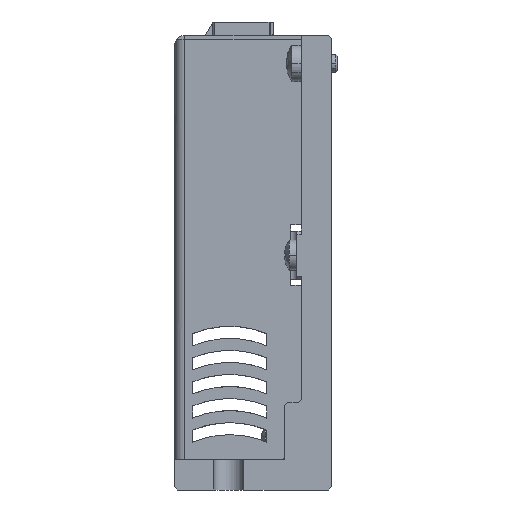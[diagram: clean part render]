
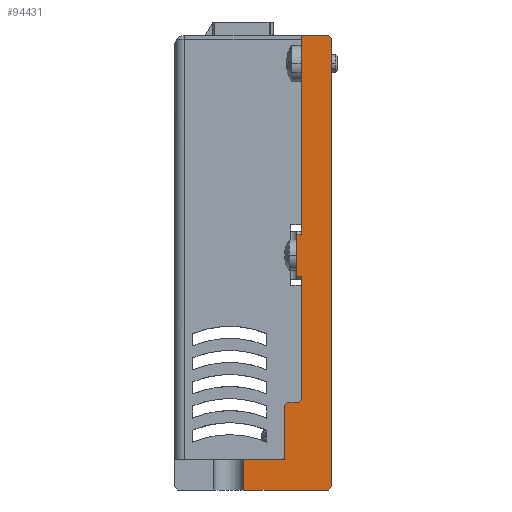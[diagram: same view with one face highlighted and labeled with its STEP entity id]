
A CAD part, left-side view. The second image highlights one B-rep face of the part: STEP entity #94431.
In plain terms, the highlighted planar face has unit normal (-1, 0, 0).
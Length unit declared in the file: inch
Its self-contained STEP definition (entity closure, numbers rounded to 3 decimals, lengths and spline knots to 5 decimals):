
#398 = VECTOR ( 'NONE', #50993, 39.37008 ) ;
#546 = LINE ( 'NONE', #35782, #91118 ) ;
#988 = DIRECTION ( 'NONE',  ( 0., 0., 1. ) ) ;
#1551 = CARTESIAN_POINT ( 'NONE',  ( -2.32244, 0., 1.489 ) ) ;
#1640 = CARTESIAN_POINT ( 'NONE',  ( -2.32244, 0.30315, 0.00278 ) ) ;
#1686 = DIRECTION ( 'NONE',  ( 0., 1., 0. ) ) ;
#3918 = EDGE_CURVE ( 'NONE', #69410, #7409, #15773, .T. ) ;
#4415 = EDGE_CURVE ( 'NONE', #72170, #10854, #9830, .T. ) ;
#7144 = VECTOR ( 'NONE', #74108, 39.37008 ) ;
#7409 = VERTEX_POINT ( 'NONE', #33971 ) ;
#7672 = EDGE_CURVE ( 'NONE', #28510, #41509, #41922, .T. ) ;
#8669 = CARTESIAN_POINT ( 'NONE',  ( -2.32244, 0.30315, -1.28659 ) ) ;
#8888 = DIRECTION ( 'NONE',  ( 0., -0.707, 0.707 ) ) ;
#9433 = DIRECTION ( 'NONE',  ( 0., 0., 1. ) ) ;
#9830 = LINE ( 'NONE', #107428, #53982 ) ;
#10279 = VECTOR ( 'NONE', #14795, 39.37008 ) ;
#10785 = LINE ( 'NONE', #1551, #27482 ) ;
#10854 = VERTEX_POINT ( 'NONE', #102516 ) ;
#13541 = LINE ( 'NONE', #47628, #83447 ) ;
#14589 = DIRECTION ( 'NONE',  ( 0., 1., 0. ) ) ;
#14795 = DIRECTION ( 'NONE',  ( 0., 0.707, -0.707 ) ) ;
#15171 = PLANE ( 'NONE',  #16077 ) ;
#15773 = LINE ( 'NONE', #60799, #398 ) ;
#16077 = AXIS2_PLACEMENT_3D ( 'NONE', #113328, #103525, #104651 ) ;
#17431 = CARTESIAN_POINT ( 'NONE',  ( -2.32244, 0.21654, -0.91257 ) ) ;
#18105 = VECTOR ( 'NONE', #8888, 39.37008 ) ;
#18666 = DIRECTION ( 'NONE',  ( 0., 0., 1. ) ) ;
#19260 = ORIENTED_EDGE ( 'NONE', *, *, #22133, .F. ) ;
#20955 = VECTOR ( 'NONE', #27451, 39.37008 ) ;
#21583 = ORIENTED_EDGE ( 'NONE', *, *, #23799, .T. ) ;
#21600 = CARTESIAN_POINT ( 'NONE',  ( -2.32244, 0.64961, 0.18979 ) ) ;
#22133 = EDGE_CURVE ( 'NONE', #65886, #94898, #106447, .T. ) ;
#23591 = CARTESIAN_POINT ( 'NONE',  ( -2.32244, 0.19685, 0.18979 ) ) ;
#23742 = VERTEX_POINT ( 'NONE', #52201 ) ;
#23799 = EDGE_CURVE ( 'NONE', #80565, #73730, #70110, .T. ) ;
#24026 = LINE ( 'NONE', #85233, #20955 ) ;
#24928 = ORIENTED_EDGE ( 'NONE', *, *, #62308, .F. ) ;
#25133 = LINE ( 'NONE', #60347, #72729 ) ;
#25835 = ORIENTED_EDGE ( 'NONE', *, *, #60520, .F. ) ;
#26158 = ORIENTED_EDGE ( 'NONE', *, *, #97956, .T. ) ;
#26740 = EDGE_LOOP ( 'NONE', ( #26158, #60259, #48711, #41071, #59886, #19260, #53060, #25835, #49545, #62990, #52246, #84938, #24928, #53344, #48388, #21583 ) ) ;
#27155 = DIRECTION ( 'NONE',  ( 0., -0.707, 0.707 ) ) ;
#27218 = EDGE_CURVE ( 'NONE', #80565, #23742, #13541, .T. ) ;
#27451 = DIRECTION ( 'NONE',  ( 0., -1., 0. ) ) ;
#27482 = VECTOR ( 'NONE', #108387, 39.37008 ) ;
#27986 = CARTESIAN_POINT ( 'NONE',  ( -2.32244, 0., -1.46376 ) ) ;
#28312 = CARTESIAN_POINT ( 'NONE',  ( -2.32244, 0.30315, -0.93226 ) ) ;
#28510 = VERTEX_POINT ( 'NONE', #76491 ) ;
#28781 = DIRECTION ( 'NONE',  ( 0., 0., 1. ) ) ;
#31516 = EDGE_CURVE ( 'NONE', #40121, #41509, #107910, .T. ) ;
#32144 = CARTESIAN_POINT ( 'NONE',  ( -2.32244, 0.28346, -0.91257 ) ) ;
#33971 = CARTESIAN_POINT ( 'NONE',  ( -2.32244, 0.01969, 1.489 ) ) ;
#35782 = CARTESIAN_POINT ( 'NONE',  ( -2.32244, 0.64961, -0.0858 ) ) ;
#36787 = LINE ( 'NONE', #44300, #101744 ) ;
#37142 = CARTESIAN_POINT ( 'NONE',  ( -2.32244, 0.22441, 0.00278 ) ) ;
#40121 = VERTEX_POINT ( 'NONE', #8669 ) ;
#41071 = ORIENTED_EDGE ( 'NONE', *, *, #69240, .F. ) ;
#41509 = VERTEX_POINT ( 'NONE', #28312 ) ;
#41922 = LINE ( 'NONE', #32144, #10279 ) ;
#42865 = VECTOR ( 'NONE', #9433, 39.37008 ) ;
#44300 = CARTESIAN_POINT ( 'NONE',  ( -2.32244, 0.57087, 0.00278 ) ) ;
#46368 = CARTESIAN_POINT ( 'NONE',  ( -2.32244, 0.19685, 0.00278 ) ) ;
#47628 = CARTESIAN_POINT ( 'NONE',  ( -2.32244, 0.64961, -1.48344 ) ) ;
#48388 = ORIENTED_EDGE ( 'NONE', *, *, #27218, .F. ) ;
#48711 = ORIENTED_EDGE ( 'NONE', *, *, #92656, .F. ) ;
#49545 = ORIENTED_EDGE ( 'NONE', *, *, #4415, .F. ) ;
#50993 = DIRECTION ( 'NONE',  ( 0., 0.707, 0.707 ) ) ;
#51108 = CARTESIAN_POINT ( 'NONE',  ( -2.32244, 0.01969, -1.48344 ) ) ;
#52201 = CARTESIAN_POINT ( 'NONE',  ( -2.32244, 0.57087, -1.48344 ) ) ;
#52246 = ORIENTED_EDGE ( 'NONE', *, *, #7672, .T. ) ;
#53060 = ORIENTED_EDGE ( 'NONE', *, *, #91015, .F. ) ;
#53344 = ORIENTED_EDGE ( 'NONE', *, *, #57856, .F. ) ;
#53982 = VECTOR ( 'NONE', #27155, 39.37008 ) ;
#54641 = VECTOR ( 'NONE', #18666, 39.37008 ) ;
#57120 = VERTEX_POINT ( 'NONE', #79682 ) ;
#57856 = EDGE_CURVE ( 'NONE', #23742, #98925, #36787, .T. ) ;
#59618 = CARTESIAN_POINT ( 'NONE',  ( -2.32244, 0.30315, -0.91257 ) ) ;
#59886 = ORIENTED_EDGE ( 'NONE', *, *, #73762, .F. ) ;
#60141 = CARTESIAN_POINT ( 'NONE',  ( -2.32244, 0., 1.46931 ) ) ;
#60259 = ORIENTED_EDGE ( 'NONE', *, *, #3918, .T. ) ;
#60347 = CARTESIAN_POINT ( 'NONE',  ( -2.32244, 0.64961, -1.28659 ) ) ;
#60520 = EDGE_CURVE ( 'NONE', #10854, #84502, #90239, .T. ) ;
#60758 = FACE_OUTER_BOUND ( 'NONE', #26740, .T. ) ;
#60799 = CARTESIAN_POINT ( 'NONE',  ( -2.32244, 0., 1.46931 ) ) ;
#62308 = EDGE_CURVE ( 'NONE', #98925, #40121, #25133, .T. ) ;
#62990 = ORIENTED_EDGE ( 'NONE', *, *, #106895, .T. ) ;
#65519 = DIRECTION ( 'NONE',  ( 0., -1., 0. ) ) ;
#65886 = VERTEX_POINT ( 'NONE', #113393 ) ;
#66686 = DIRECTION ( 'NONE',  ( 0., 1., 0. ) ) ;
#69240 = EDGE_CURVE ( 'NONE', #79910, #57120, #108781, .T. ) ;
#69410 = VERTEX_POINT ( 'NONE', #60141 ) ;
#70110 = LINE ( 'NONE', #96656, #18105 ) ;
#72170 = VERTEX_POINT ( 'NONE', #17431 ) ;
#72729 = VECTOR ( 'NONE', #95571, 39.37008 ) ;
#73730 = VERTEX_POINT ( 'NONE', #27986 ) ;
#73762 = EDGE_CURVE ( 'NONE', #94898, #79910, #90898, .T. ) ;
#74108 = DIRECTION ( 'NONE',  ( 0., 0., 1. ) ) ;
#75433 = VECTOR ( 'NONE', #65519, 39.37008 ) ;
#76491 = CARTESIAN_POINT ( 'NONE',  ( -2.32244, 0.28346, -0.91257 ) ) ;
#79682 = CARTESIAN_POINT ( 'NONE',  ( -2.32244, 0.19685, 1.489 ) ) ;
#79910 = VERTEX_POINT ( 'NONE', #23591 ) ;
#80565 = VERTEX_POINT ( 'NONE', #51108 ) ;
#83447 = VECTOR ( 'NONE', #66686, 39.37008 ) ;
#84502 = VERTEX_POINT ( 'NONE', #108026 ) ;
#84938 = ORIENTED_EDGE ( 'NONE', *, *, #31516, .F. ) ;
#85233 = CARTESIAN_POINT ( 'NONE',  ( -2.32244, 0.64961, 1.489 ) ) ;
#90239 = LINE ( 'NONE', #46368, #42865 ) ;
#90898 = LINE ( 'NONE', #21600, #75433 ) ;
#91015 = EDGE_CURVE ( 'NONE', #84502, #65886, #546, .T. ) ;
#91118 = VECTOR ( 'NONE', #1686, 39.37008 ) ;
#92656 = EDGE_CURVE ( 'NONE', #57120, #7409, #24026, .T. ) ;
#93215 = VECTOR ( 'NONE', #28781, 39.37008 ) ;
#93436 = CARTESIAN_POINT ( 'NONE',  ( -2.32244, 0.57087, -1.28659 ) ) ;
#94270 = LINE ( 'NONE', #59618, #109732 ) ;
#94431 = ADVANCED_FACE ( 'NONE', ( #60758 ), #15171, .F. ) ;
#94898 = VERTEX_POINT ( 'NONE', #96851 ) ;
#95571 = DIRECTION ( 'NONE',  ( 0., -1., 0. ) ) ;
#96656 = CARTESIAN_POINT ( 'NONE',  ( -2.32244, 0.01969, -1.48344 ) ) ;
#96851 = CARTESIAN_POINT ( 'NONE',  ( -2.32244, 0.22441, 0.18979 ) ) ;
#97956 = EDGE_CURVE ( 'NONE', #73730, #69410, #10785, .T. ) ;
#98925 = VERTEX_POINT ( 'NONE', #93436 ) ;
#100088 = CARTESIAN_POINT ( 'NONE',  ( -2.32244, 0.19685, 0.00278 ) ) ;
#101744 = VECTOR ( 'NONE', #988, 39.37008 ) ;
#102516 = CARTESIAN_POINT ( 'NONE',  ( -2.32244, 0.19685, -0.89289 ) ) ;
#103525 = DIRECTION ( 'NONE',  ( 1., 0., 0. ) ) ;
#104651 = DIRECTION ( 'NONE',  ( 0., 0., -1. ) ) ;
#106447 = LINE ( 'NONE', #37142, #54641 ) ;
#106895 = EDGE_CURVE ( 'NONE', #72170, #28510, #94270, .T. ) ;
#107428 = CARTESIAN_POINT ( 'NONE',  ( -2.32244, 0.19685, -0.89289 ) ) ;
#107910 = LINE ( 'NONE', #1640, #93215 ) ;
#108026 = CARTESIAN_POINT ( 'NONE',  ( -2.32244, 0.19685, -0.0858 ) ) ;
#108387 = DIRECTION ( 'NONE',  ( 0., 0., 1. ) ) ;
#108781 = LINE ( 'NONE', #100088, #7144 ) ;
#109732 = VECTOR ( 'NONE', #14589, 39.37008 ) ;
#113328 = CARTESIAN_POINT ( 'NONE',  ( -2.32244, 0.64961, 0.00278 ) ) ;
#113393 = CARTESIAN_POINT ( 'NONE',  ( -2.32244, 0.22441, -0.0858 ) ) ;
